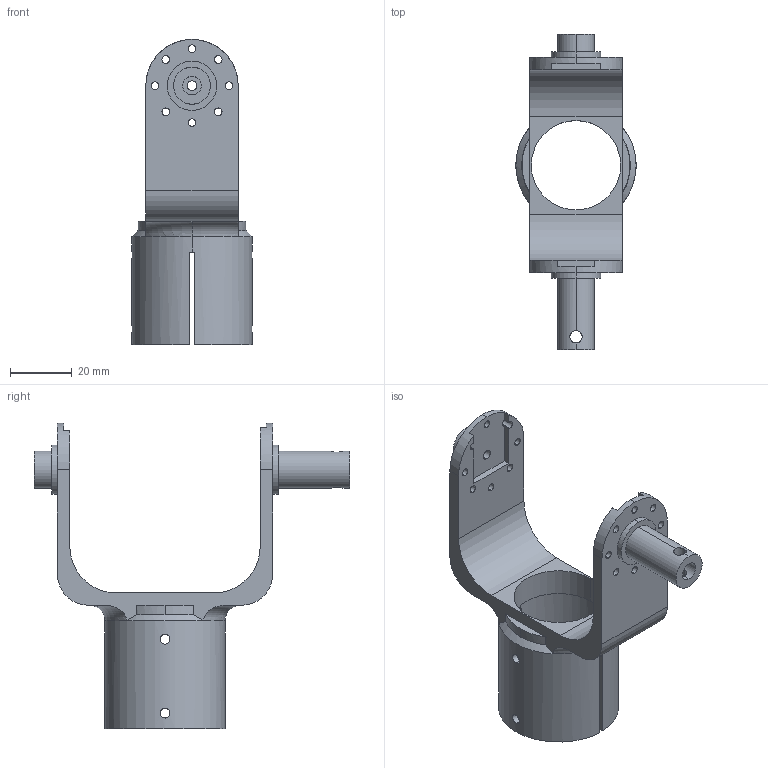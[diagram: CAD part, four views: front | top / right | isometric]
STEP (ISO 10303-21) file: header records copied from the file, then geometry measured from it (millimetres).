
FILE_DESCRIPTION (( 'STEP AP203' ), '1' );
FILE_NAME ('舵机座3（数量1，孔2.5为M2.5沉头孔U型外侧为沉头面）.STEP', '2021-09-16T03:18:30', ( '' ), ( '' ), 'SwSTEP 2.0', 'SolidWorks 2018', '' );
FILE_SCHEMA (( 'CONFIG_CONTROL_DESIGN' ));
Length unit declared in the file: millimetre
Products named in the file (1): 舵机座3（数量1，孔2.5为M2.5沉头孔U型外侧为沉头面）
Bounding box: 39 x 102.3 x 99 mm (x, y, z)
Volume: 31526.3 mm3; surface area: 23034.1 mm2
Topology: 1 solids, 1 shells, 113 faces, 342 edges, 225 vertices
Faces by surface type: cylinder 72, plane 36, torus 3, cone 2
Entity records: 4747 total; most frequent: CARTESIAN_POINT 1427, ORIENTED_EDGE 684, DIRECTION 682, EDGE_CURVE 342, AXIS2_PLACEMENT_3D 266, VERTEX_POINT 225, EDGE_LOOP 161, CIRCLE 152
